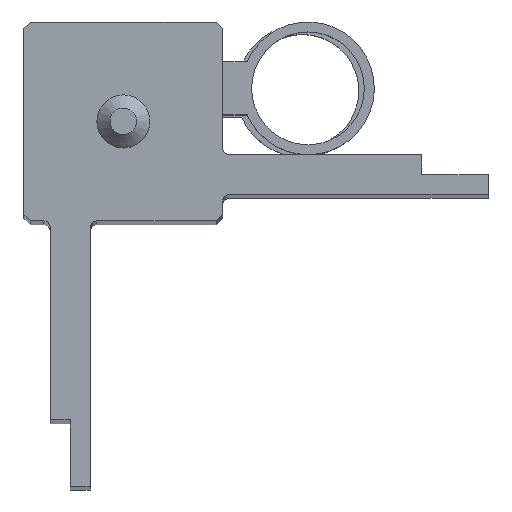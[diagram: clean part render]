
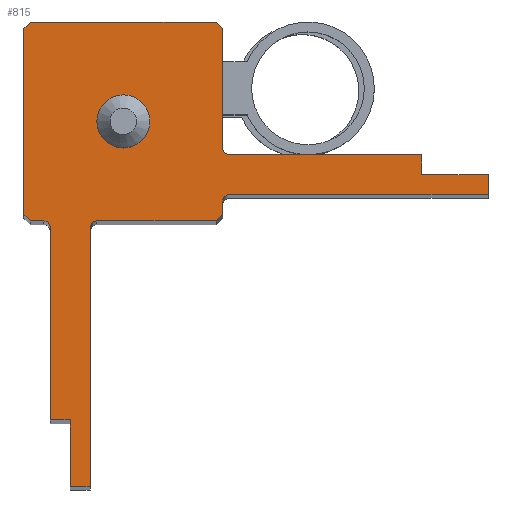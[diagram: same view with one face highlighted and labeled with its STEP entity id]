
A CAD part, top view. The second image highlights one B-rep face of the part: STEP entity #815.
In plain terms, the highlighted planar face has unit normal (0, 0, 1).
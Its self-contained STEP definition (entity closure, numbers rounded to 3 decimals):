
#33=FACE_BOUND('',#100,.T.);
#50=FACE_OUTER_BOUND('',#99,.T.);
#99=EDGE_LOOP('',(#611,#612,#613,#614,#615,#616,#617,#618,#619,#620,#621,
#622,#623,#624,#625,#626,#627,#628,#629,#630,#631,#632,#633,#634));
#100=EDGE_LOOP('',(#635));
#149=CIRCLE('',#888,0.5);
#150=CIRCLE('',#889,0.5);
#151=CIRCLE('',#890,0.5);
#152=CIRCLE('',#891,0.5);
#153=CIRCLE('',#892,2.);
#174=LINE('',#1209,#266);
#180=LINE('',#1220,#272);
#199=LINE('',#1270,#291);
#202=LINE('',#1275,#294);
#204=LINE('',#1281,#296);
#205=LINE('',#1283,#297);
#206=LINE('',#1285,#298);
#207=LINE('',#1287,#299);
#208=LINE('',#1289,#300);
#209=LINE('',#1292,#301);
#210=LINE('',#1296,#302);
#211=LINE('',#1298,#303);
#212=LINE('',#1300,#304);
#213=LINE('',#1302,#305);
#214=LINE('',#1304,#306);
#215=LINE('',#1308,#307);
#216=LINE('',#1310,#308);
#217=LINE('',#1312,#309);
#218=LINE('',#1314,#310);
#219=LINE('',#1315,#311);
#266=VECTOR('',#976,10.);
#272=VECTOR('',#984,10.);
#291=VECTOR('',#1017,10.);
#294=VECTOR('',#1022,10.);
#296=VECTOR('',#1028,10.);
#297=VECTOR('',#1029,10.);
#298=VECTOR('',#1030,10.);
#299=VECTOR('',#1031,10.);
#300=VECTOR('',#1032,10.);
#301=VECTOR('',#1035,10.);
#302=VECTOR('',#1038,10.);
#303=VECTOR('',#1039,10.);
#304=VECTOR('',#1040,10.);
#305=VECTOR('',#1041,10.);
#306=VECTOR('',#1042,10.);
#307=VECTOR('',#1045,10.);
#308=VECTOR('',#1046,10.);
#309=VECTOR('',#1047,10.);
#310=VECTOR('',#1048,10.);
#311=VECTOR('',#1049,10.);
#358=VERTEX_POINT('',#1207);
#359=VERTEX_POINT('',#1208);
#363=VERTEX_POINT('',#1218);
#386=VERTEX_POINT('',#1268);
#387=VERTEX_POINT('',#1269);
#388=VERTEX_POINT('',#1274);
#389=VERTEX_POINT('',#1278);
#390=VERTEX_POINT('',#1280);
#391=VERTEX_POINT('',#1282);
#392=VERTEX_POINT('',#1284);
#393=VERTEX_POINT('',#1286);
#394=VERTEX_POINT('',#1288);
#395=VERTEX_POINT('',#1291);
#396=VERTEX_POINT('',#1293);
#397=VERTEX_POINT('',#1295);
#398=VERTEX_POINT('',#1297);
#399=VERTEX_POINT('',#1299);
#400=VERTEX_POINT('',#1301);
#401=VERTEX_POINT('',#1303);
#402=VERTEX_POINT('',#1305);
#403=VERTEX_POINT('',#1307);
#404=VERTEX_POINT('',#1309);
#405=VERTEX_POINT('',#1311);
#406=VERTEX_POINT('',#1313);
#407=VERTEX_POINT('',#1316);
#440=EDGE_CURVE('',#358,#359,#174,.T.);
#446=EDGE_CURVE('',#358,#363,#180,.T.);
#470=EDGE_CURVE('',#386,#387,#199,.T.);
#473=EDGE_CURVE('',#388,#387,#202,.T.);
#475=EDGE_CURVE('',#363,#389,#149,.T.);
#476=EDGE_CURVE('',#389,#390,#204,.T.);
#477=EDGE_CURVE('',#390,#391,#205,.T.);
#478=EDGE_CURVE('',#391,#392,#206,.T.);
#479=EDGE_CURVE('',#392,#393,#207,.T.);
#480=EDGE_CURVE('',#393,#394,#208,.T.);
#481=EDGE_CURVE('',#394,#388,#150,.T.);
#482=EDGE_CURVE('',#386,#395,#209,.T.);
#483=EDGE_CURVE('',#395,#396,#151,.T.);
#484=EDGE_CURVE('',#396,#397,#210,.T.);
#485=EDGE_CURVE('',#397,#398,#211,.T.);
#486=EDGE_CURVE('',#398,#399,#212,.T.);
#487=EDGE_CURVE('',#399,#400,#213,.T.);
#488=EDGE_CURVE('',#400,#401,#214,.T.);
#489=EDGE_CURVE('',#401,#402,#152,.T.);
#490=EDGE_CURVE('',#402,#403,#215,.T.);
#491=EDGE_CURVE('',#404,#403,#216,.T.);
#492=EDGE_CURVE('',#404,#405,#217,.T.);
#493=EDGE_CURVE('',#406,#405,#218,.T.);
#494=EDGE_CURVE('',#406,#359,#219,.T.);
#495=EDGE_CURVE('',#407,#407,#153,.T.);
#611=ORIENTED_EDGE('',*,*,#440,.F.);
#612=ORIENTED_EDGE('',*,*,#446,.T.);
#613=ORIENTED_EDGE('',*,*,#475,.T.);
#614=ORIENTED_EDGE('',*,*,#476,.T.);
#615=ORIENTED_EDGE('',*,*,#477,.T.);
#616=ORIENTED_EDGE('',*,*,#478,.T.);
#617=ORIENTED_EDGE('',*,*,#479,.T.);
#618=ORIENTED_EDGE('',*,*,#480,.T.);
#619=ORIENTED_EDGE('',*,*,#481,.T.);
#620=ORIENTED_EDGE('',*,*,#473,.T.);
#621=ORIENTED_EDGE('',*,*,#470,.F.);
#622=ORIENTED_EDGE('',*,*,#482,.T.);
#623=ORIENTED_EDGE('',*,*,#483,.T.);
#624=ORIENTED_EDGE('',*,*,#484,.T.);
#625=ORIENTED_EDGE('',*,*,#485,.T.);
#626=ORIENTED_EDGE('',*,*,#486,.T.);
#627=ORIENTED_EDGE('',*,*,#487,.T.);
#628=ORIENTED_EDGE('',*,*,#488,.T.);
#629=ORIENTED_EDGE('',*,*,#489,.T.);
#630=ORIENTED_EDGE('',*,*,#490,.T.);
#631=ORIENTED_EDGE('',*,*,#491,.F.);
#632=ORIENTED_EDGE('',*,*,#492,.T.);
#633=ORIENTED_EDGE('',*,*,#493,.F.);
#634=ORIENTED_EDGE('',*,*,#494,.T.);
#635=ORIENTED_EDGE('',*,*,#495,.T.);
#779=PLANE('',#887);
#815=ADVANCED_FACE('',(#50,#33),#779,.T.);
#887=AXIS2_PLACEMENT_3D('',#1277,#1024,#1025);
#888=AXIS2_PLACEMENT_3D('',#1279,#1026,#1027);
#889=AXIS2_PLACEMENT_3D('',#1290,#1033,#1034);
#890=AXIS2_PLACEMENT_3D('',#1294,#1036,#1037);
#891=AXIS2_PLACEMENT_3D('',#1306,#1043,#1044);
#892=AXIS2_PLACEMENT_3D('',#1317,#1050,#1051);
#976=DIRECTION('',(-0.707,0.707,0.));
#984=DIRECTION('',(1.,0.,0.));
#1017=DIRECTION('',(-0.707,-0.707,0.));
#1022=DIRECTION('',(1.,0.,0.));
#1024=DIRECTION('center_axis',(0.,0.,1.));
#1025=DIRECTION('ref_axis',(1.,0.,0.));
#1026=DIRECTION('center_axis',(0.,0.,-1.));
#1027=DIRECTION('ref_axis',(0.707,0.707,0.));
#1028=DIRECTION('',(0.,-1.,0.));
#1029=DIRECTION('',(1.,0.,0.));
#1030=DIRECTION('',(0.,-1.,0.));
#1031=DIRECTION('',(1.,0.,0.));
#1032=DIRECTION('',(0.,1.,0.));
#1033=DIRECTION('center_axis',(0.,0.,-1.));
#1034=DIRECTION('ref_axis',(-0.707,0.707,0.));
#1035=DIRECTION('',(0.,1.,0.));
#1036=DIRECTION('center_axis',(0.,0.,-1.));
#1037=DIRECTION('ref_axis',(-0.707,0.707,0.));
#1038=DIRECTION('',(1.,0.,0.));
#1039=DIRECTION('',(0.,1.,0.));
#1040=DIRECTION('',(-1.,0.,0.));
#1041=DIRECTION('',(0.,1.,0.));
#1042=DIRECTION('',(-1.,0.,0.));
#1043=DIRECTION('center_axis',(0.,0.,-1.));
#1044=DIRECTION('ref_axis',(-0.707,-0.707,0.));
#1045=DIRECTION('',(0.,1.,0.));
#1046=DIRECTION('',(0.707,-0.707,0.));
#1047=DIRECTION('',(-1.,0.,0.));
#1048=DIRECTION('',(0.707,0.707,0.));
#1049=DIRECTION('',(0.,-1.,0.));
#1050=DIRECTION('center_axis',(0.,0.,-1.));
#1051=DIRECTION('ref_axis',(-1.,0.,0.));
#1207=CARTESIAN_POINT('',(-7.,-7.5,160.));
#1208=CARTESIAN_POINT('',(-7.5,-7.,160.));
#1209=CARTESIAN_POINT('',(-7.25,-7.25,160.));
#1218=CARTESIAN_POINT('',(-6.,-7.5,160.));
#1220=CARTESIAN_POINT('',(7.5,-7.5,160.));
#1268=CARTESIAN_POINT('',(7.5,-7.,160.));
#1269=CARTESIAN_POINT('',(7.,-7.5,160.));
#1270=CARTESIAN_POINT('',(7.25,-7.25,160.));
#1274=CARTESIAN_POINT('',(-2.,-7.5,160.));
#1275=CARTESIAN_POINT('',(7.5,-7.5,160.));
#1277=CARTESIAN_POINT('Origin',(0.,0.,160.));
#1278=CARTESIAN_POINT('',(-5.5,-8.,160.));
#1279=CARTESIAN_POINT('Origin',(-6.,-8.,160.));
#1280=CARTESIAN_POINT('',(-5.5,-22.5,160.));
#1281=CARTESIAN_POINT('',(-5.5,-4.,160.));
#1282=CARTESIAN_POINT('',(-4.,-22.5,160.));
#1283=CARTESIAN_POINT('',(-2.75,-22.5,160.));
#1284=CARTESIAN_POINT('',(-4.,-27.5,160.));
#1285=CARTESIAN_POINT('',(-4.,-12.5,160.));
#1286=CARTESIAN_POINT('',(-2.5,-27.5,160.));
#1287=CARTESIAN_POINT('',(-5.5,-27.5,160.));
#1288=CARTESIAN_POINT('',(-2.5,-8.,160.));
#1289=CARTESIAN_POINT('',(-2.5,-27.5,160.));
#1290=CARTESIAN_POINT('Origin',(-2.,-8.,160.));
#1291=CARTESIAN_POINT('',(7.5,-6.,160.));
#1292=CARTESIAN_POINT('',(7.5,7.5,160.));
#1293=CARTESIAN_POINT('',(8.,-5.5,160.));
#1294=CARTESIAN_POINT('Origin',(8.,-6.,160.));
#1295=CARTESIAN_POINT('',(27.5,-5.5,160.));
#1296=CARTESIAN_POINT('',(27.5,-5.5,160.));
#1297=CARTESIAN_POINT('',(27.5,-4.,160.));
#1298=CARTESIAN_POINT('',(27.5,-2.5,160.));
#1299=CARTESIAN_POINT('',(22.5,-4.,160.));
#1300=CARTESIAN_POINT('',(12.5,-4.,160.));
#1301=CARTESIAN_POINT('',(22.5,-2.5,160.));
#1302=CARTESIAN_POINT('',(22.5,-1.25,160.));
#1303=CARTESIAN_POINT('',(8.,-2.5,160.));
#1304=CARTESIAN_POINT('',(4.,-2.5,160.));
#1305=CARTESIAN_POINT('',(7.5,-2.,160.));
#1306=CARTESIAN_POINT('Origin',(8.,-2.,160.));
#1307=CARTESIAN_POINT('',(7.5,7.,160.));
#1308=CARTESIAN_POINT('',(7.5,7.5,160.));
#1309=CARTESIAN_POINT('',(7.,7.5,160.));
#1310=CARTESIAN_POINT('',(7.25,7.25,160.));
#1311=CARTESIAN_POINT('',(-7.,7.5,160.));
#1312=CARTESIAN_POINT('',(-7.5,7.5,160.));
#1313=CARTESIAN_POINT('',(-7.5,7.,160.));
#1314=CARTESIAN_POINT('',(-7.25,7.25,160.));
#1315=CARTESIAN_POINT('',(-7.5,-7.5,160.));
#1316=CARTESIAN_POINT('',(2.,0.,160.));
#1317=CARTESIAN_POINT('Origin',(0.,0.,160.));
